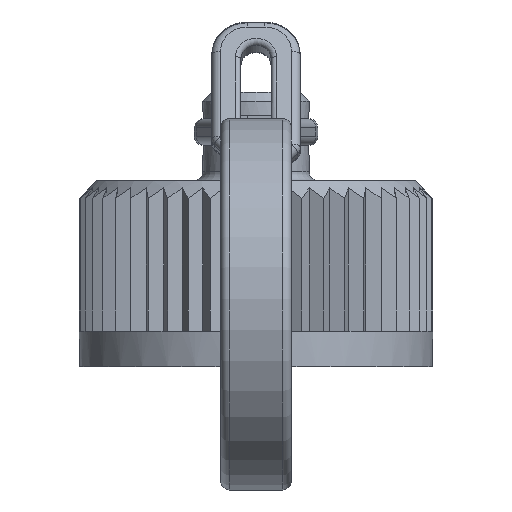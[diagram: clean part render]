
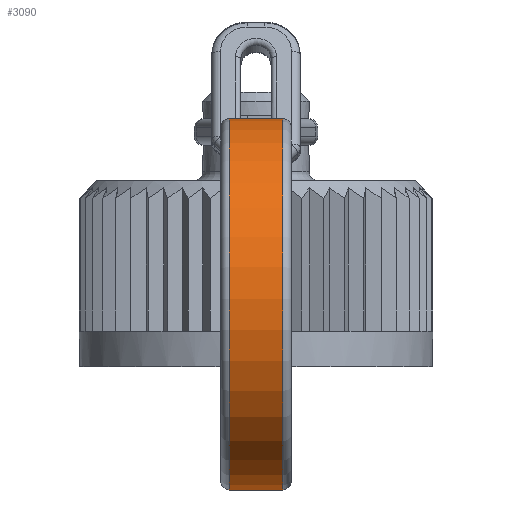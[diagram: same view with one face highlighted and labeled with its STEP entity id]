
A CAD part, left-side view. The second image highlights one B-rep face of the part: STEP entity #3090.
In plain terms, the highlighted cylindrical face has radius 10.5 mm (diameter 21 mm), a partial arc.
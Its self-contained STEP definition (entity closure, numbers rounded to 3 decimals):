
#1128=FACE_OUTER_BOUND('',#3865,.T.);
#1623=LINE('',#13068,#2269);
#1936=LINE('',#15971,#2582);
#2269=VECTOR('',#10043,1.);
#2582=VECTOR('',#11424,1.);
#3090=ADVANCED_FACE('',(#1128),#3303,.T.);
#3303=CYLINDRICAL_SURFACE('',#9159,10.5);
#3865=EDGE_LOOP('',(#6061,#6062,#6063,#6064));
#6061=ORIENTED_EDGE('',*,*,#7455,.T.);
#6062=ORIENTED_EDGE('',*,*,#8083,.T.);
#6063=ORIENTED_EDGE('',*,*,#8082,.F.);
#6064=ORIENTED_EDGE('',*,*,#8084,.T.);
#6647=VERTEX_POINT('',#13067);
#6648=VERTEX_POINT('',#13069);
#6942=VERTEX_POINT('',#15953);
#6951=VERTEX_POINT('',#15970);
#7455=EDGE_CURVE('',#6648,#6647,#1623,.T.);
#8082=EDGE_CURVE('',#6951,#6942,#1936,.T.);
#8083=EDGE_CURVE('',#6647,#6942,#8340,.T.);
#8084=EDGE_CURVE('',#6951,#6648,#8341,.T.);
#8340=CIRCLE('',#9157,10.5);
#8341=CIRCLE('',#9158,10.5);
#9157=AXIS2_PLACEMENT_3D('',#15973,#11427,#11428);
#9158=AXIS2_PLACEMENT_3D('',#15974,#11429,#11430);
#9159=AXIS2_PLACEMENT_3D('',#15975,#11431,#11432);
#10043=DIRECTION('',(0.,1.,0.));
#11424=DIRECTION('',(0.,1.,0.));
#11427=DIRECTION('',(0.,-1.,0.));
#11428=DIRECTION('',(0.,0.,-1.));
#11429=DIRECTION('',(0.,1.,0.));
#11430=DIRECTION('',(0.,0.,-1.));
#11431=DIRECTION('',(0.,1.,0.));
#11432=DIRECTION('',(0.,0.,-1.));
#13067=CARTESIAN_POINT('',(-133.477,1.5,3.5));
#13068=CARTESIAN_POINT('',(-133.477,-2.,3.5));
#13069=CARTESIAN_POINT('',(-133.477,-1.5,3.5));
#15953=CARTESIAN_POINT('',(-123.961,1.5,-11.437));
#15970=CARTESIAN_POINT('',(-123.961,-1.5,-11.437));
#15971=CARTESIAN_POINT('',(-123.961,-2.,-11.437));
#15973=CARTESIAN_POINT('',(-133.477,1.5,-7.));
#15974=CARTESIAN_POINT('',(-133.477,-1.5,-7.));
#15975=CARTESIAN_POINT('',(-133.477,-2.,-7.));
